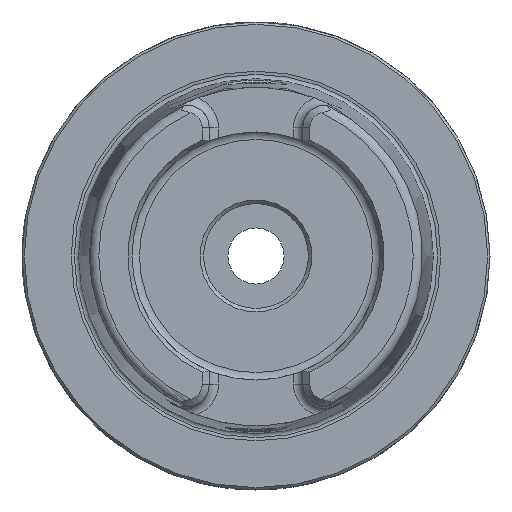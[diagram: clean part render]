
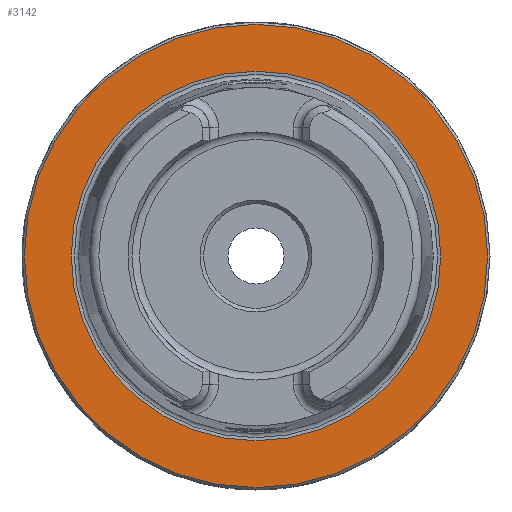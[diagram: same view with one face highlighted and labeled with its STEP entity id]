
A CAD part, left-side view. The second image highlights one B-rep face of the part: STEP entity #3142.
In plain terms, the highlighted planar face has unit normal (-1, 0, 0).
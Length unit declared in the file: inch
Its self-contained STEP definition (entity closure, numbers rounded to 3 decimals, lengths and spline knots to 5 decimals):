
#3108=CARTESIAN_POINT('',(0.0,1.94882,0.));
#3109=VERTEX_POINT('',#3108);
#3110=CARTESIAN_POINT('',(0.0,0.0,0.0));
#3111=DIRECTION('',(1.0,0.0,0.0));
#3112=DIRECTION('',(0.0,-1.0,0.0));
#3113=AXIS2_PLACEMENT_3D('',#3110,#3111,#3112);
#3114=CIRCLE('',#3113,1.94882);
#3115=EDGE_CURVE('',#3109,#3109,#3114,.T.);
#3123=CARTESIAN_POINT('',(0.0,0.98425,0.0));
#3124=DIRECTION('',(-1.0,0.0,0.0));
#3125=DIRECTION('',(0.0,0.0,1.0));
#3126=AXIS2_PLACEMENT_3D('',#3123,#3124,#3125);
#3127=PLANE('',#3126);
#3128=ORIENTED_EDGE('',*,*,#3115,.F.);
#3129=EDGE_LOOP('',(#3128));
#3130=FACE_OUTER_BOUND('',#3129,.T.);
#3131=CARTESIAN_POINT('',(0.0,1.55442,0.0));
#3132=VERTEX_POINT('',#3131);
#3133=CARTESIAN_POINT('',(0.0,0.0,0.0));
#3134=DIRECTION('',(1.0,0.0,0.0));
#3135=DIRECTION('',(0.0,1.0,0.0));
#3136=AXIS2_PLACEMENT_3D('',#3133,#3134,#3135);
#3137=CIRCLE('',#3136,1.55442);
#3138=EDGE_CURVE('',#3132,#3132,#3137,.T.);
#3139=ORIENTED_EDGE('',*,*,#3138,.T.);
#3140=EDGE_LOOP('',(#3139));
#3141=FACE_BOUND('',#3140,.T.);
#3142=ADVANCED_FACE('',(#3130,#3141),#3127,.T.);
